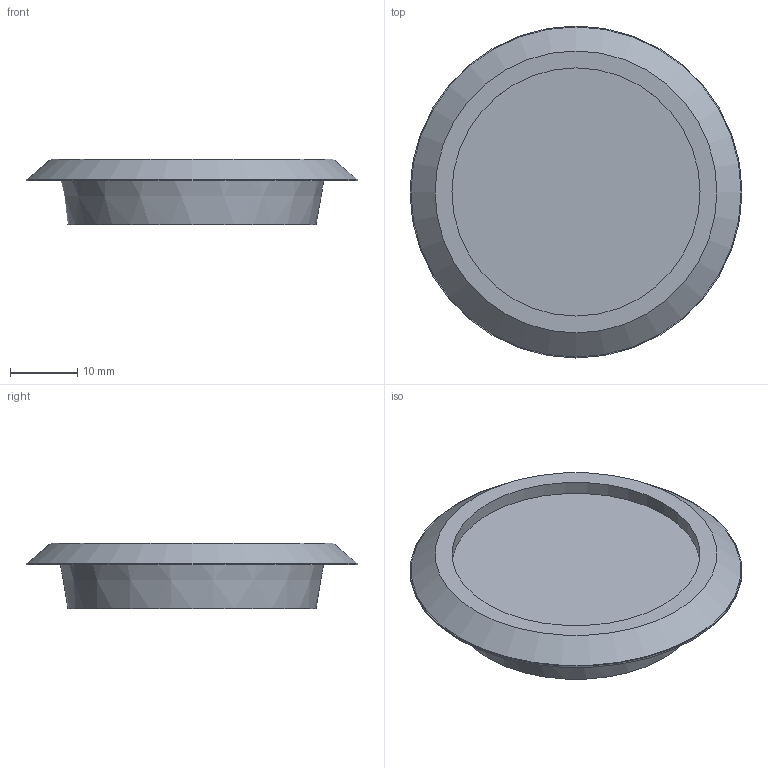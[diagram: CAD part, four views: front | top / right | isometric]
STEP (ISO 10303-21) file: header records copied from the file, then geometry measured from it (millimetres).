
FILE_DESCRIPTION( ( 'Unknown' ), '1' );
FILE_NAME( '7372622.stp', 'Unknown', ( 'Unknown' ), ( 'Unknown' ), 'PSStep 14.0', 'Unknown', ' ' );
FILE_SCHEMA( ( 'AUTOMOTIVE_DESIGN { 1 0 10303 214 1 1 1 1 }' ) );
Length unit declared in the file: millimetre
Products named in the file (1): 1
Bounding box: 49.5 x 49.5 x 9.8 mm (x, y, z)
Volume: 2035.9 mm3; surface area: 6492.3 mm2
Topology: 1 solids, 1 shells, 15 faces, 21 edges, 14 vertices
Faces by surface type: plane 8, cylinder 4, cone 3
Full cylindrical faces by diameter (mm): 36 x1, 37 x1, 38 x1, 49.5 x1
Entity records: 430 total; most frequent: DIRECTION 60, CARTESIAN_POINT 44, AXIS2_PLACEMENT_3D 30, EDGE_LOOP 28, ORIENTED_EDGE 28, FACE_OUTER_BOUND 19, STYLED_ITEM 15, PRESENTATION_STYLE_ASSIGNMENT 15
